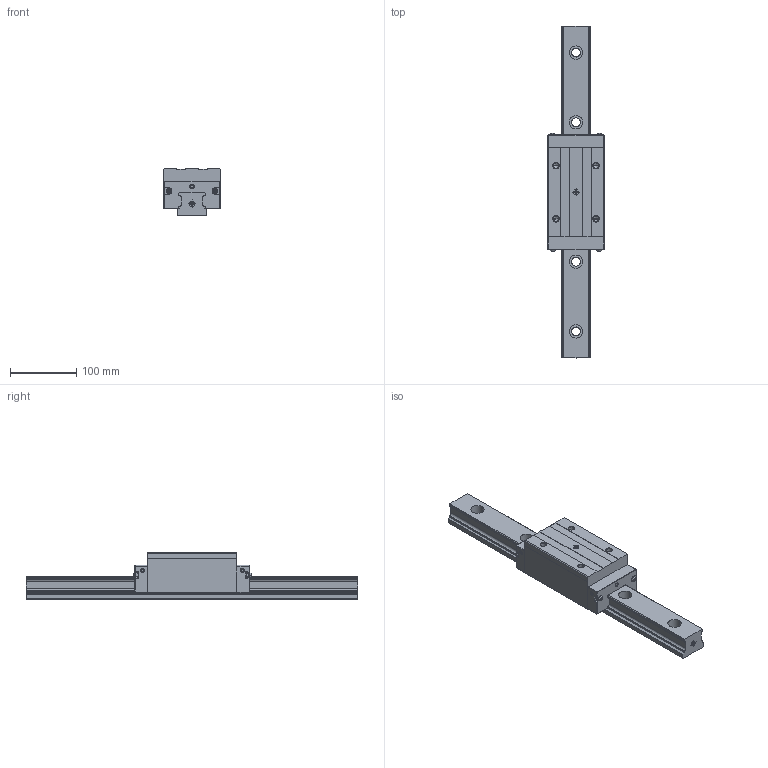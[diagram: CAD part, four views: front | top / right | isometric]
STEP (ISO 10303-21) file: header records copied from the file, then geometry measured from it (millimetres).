
FILE_DESCRIPTION(('STEP AP203'),'1');
FILE_NAME(' ',' ',('TraceParts'),('TraceParts S.A.'),'XStep 1.0',' ',' ');
FILE_SCHEMA(('CONFIG_CONTROL_DESIGN'));
Length unit declared in the file: millimetre
Products named in the file (16): 1; 2; 3; 4; 5; 6; 7; 8; 9; 10; 11; 12; 13; 14; 15; 16
Bounding box: 86 x 500.04 x 70.03 mm (x, y, z)
Volume: 1272927.4 mm3; surface area: 185850.7 mm2
Topology: 16 solids, 21 shells, 904 faces, 2292 edges, 1480 vertices
Faces by surface type: plane 502, cylinder 250, cone 128, torus 24
Entity records: 27798 total; most frequent: CARTESIAN_POINT 4860, DIRECTION 4756, ORIENTED_EDGE 4536, EDGE_CURVE 2268, AXIS2_PLACEMENT_3D 1616, LINE 1524, VECTOR 1524, VERTEX_POINT 1480
